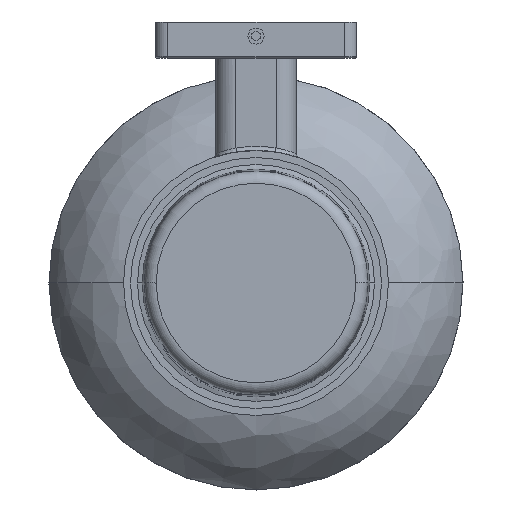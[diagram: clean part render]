
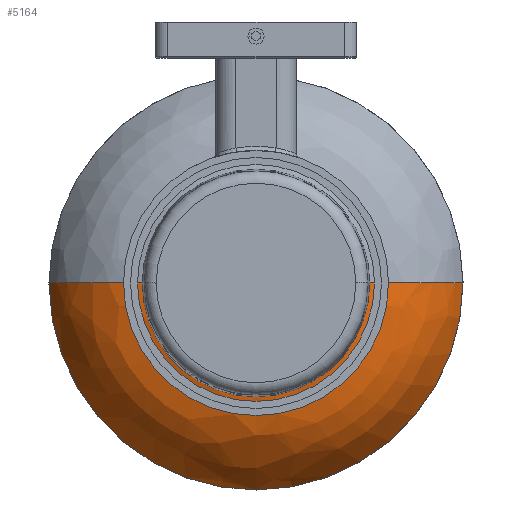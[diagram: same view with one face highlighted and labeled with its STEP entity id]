
A CAD part, left-side view. The second image highlights one B-rep face of the part: STEP entity #5164.
In plain terms, the highlighted free-form (B-spline) face has degree [3, 3] with [7, 4] control points.
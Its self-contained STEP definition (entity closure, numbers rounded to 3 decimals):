
#4743=CARTESIAN_POINT('',(25.033,45.223,
0.));
#4744=DIRECTION('',(0.,0.,-1.));
#4745=DIRECTION('',(0.928,-0.372,0.));
#4746=AXIS2_PLACEMENT_3D('',#4743,#4744,#4745);
#4753=CARTESIAN_POINT('',(-25.033,45.223,
0.));
#4754=DIRECTION('',(0.,0.,-1.));
#4755=DIRECTION('',(-0.116,-0.993,0.));
#4756=AXIS2_PLACEMENT_3D('',#4753,#4754,#4755);
#4808=CARTESIAN_POINT('',(0.,34.628,0.));
#4809=DIRECTION('',(0.,1.,0.));
#4810=DIRECTION('',(1.,0.,0.));
#4811=AXIS2_PLACEMENT_3D('',#4808,#4809,#4810);
#4813=CARTESIAN_POINT('',(0.,34.628,0.));
#4814=DIRECTION('',(0.,1.,0.));
#4815=DIRECTION('',(-1.,0.,-0.005));
#4816=AXIS2_PLACEMENT_3D('',#4813,#4814,#4815);
#4818=CARTESIAN_POINT('',(0.,16.914,0.));
#4819=DIRECTION('',(0.,-1.,0.));
#4820=DIRECTION('',(-1.,0.,0.));
#4821=AXIS2_PLACEMENT_3D('',#4818,#4819,#4820);
#4899=CARTESIAN_POINT('',(28.333,16.914,
0.));
#4900=VERTEX_POINT('',#4899);
#4901=CARTESIAN_POINT('',(-28.333,16.914,
0.));
#4902=VERTEX_POINT('',#4901);
#4903=CARTESIAN_POINT('',(-51.491,34.628,0.));
#4905=VERTEX_POINT('',#4903);
#4907=CARTESIAN_POINT('',(51.491,34.628,
0.));
#4908=VERTEX_POINT('',#4907);
#4929=CARTESIAN_POINT('',(-51.49,34.628,
-0.279));
#4930=VERTEX_POINT('',#4929);
#5128=CARTESIAN_POINT('',(27.669,16.85,1.741));
#5129=CARTESIAN_POINT('',(38.799,17.907,2.441));
#5130=CARTESIAN_POINT('',(47.679,24.713,3.));
#5131=CARTESIAN_POINT('',(51.611,35.199,3.247));
#5132=CARTESIAN_POINT('',(28.741,16.85,-15.287));
#5133=CARTESIAN_POINT('',(40.301,17.907,-21.436));
#5134=CARTESIAN_POINT('',(49.525,24.713,-26.342));
#5135=CARTESIAN_POINT('',(53.609,35.199,-28.514));
#5136=CARTESIAN_POINT('',(17.061,16.85,-27.724));
#5137=CARTESIAN_POINT('',(23.924,17.907,-38.876));
#5138=CARTESIAN_POINT('',(29.399,24.713,-47.773));
#5139=CARTESIAN_POINT('',(31.824,35.199,-51.713));
#5140=CARTESIAN_POINT('',(0.,16.85,-27.724));
#5141=CARTESIAN_POINT('',(0.,17.907,-38.876));
#5142=CARTESIAN_POINT('',(0.,24.713,-47.773));
#5143=CARTESIAN_POINT('',(0.,35.199,-51.713));
#5144=CARTESIAN_POINT('',(-17.061,16.85,
-27.724));
#5145=CARTESIAN_POINT('',(-23.924,17.907,
-38.876));
#5146=CARTESIAN_POINT('',(-29.399,24.713,
-47.773));
#5147=CARTESIAN_POINT('',(-31.824,35.199,
-51.713));
#5148=CARTESIAN_POINT('',(-28.741,16.85,
-15.287));
#5149=CARTESIAN_POINT('',(-40.301,17.907,
-21.436));
#5150=CARTESIAN_POINT('',(-49.525,24.713,
-26.342));
#5151=CARTESIAN_POINT('',(-53.609,35.199,
-28.514));
#5152=CARTESIAN_POINT('',(-27.669,16.85,1.741));
#5153=CARTESIAN_POINT('',(-38.799,17.907,2.441));
#5154=CARTESIAN_POINT('',(-47.679,24.713,3.));
#5155=CARTESIAN_POINT('',(-51.611,35.199,3.247));
#5156=(BOUNDED_SURFACE()B_SPLINE_SURFACE(3,3,((#5128,#5129,#5130,#5131),(#5132,
#5133,#5134,#5135),(#5136,#5137,#5138,#5139),(#5140,#5141,#5142,#5143),(#5144,
#5145,#5146,#5147),(#5148,#5149,#5150,#5151),(#5152,#5153,#5154,#5155)),
.UNSPECIFIED.,.F.,.F.,.F.)B_SPLINE_SURFACE_WITH_KNOTS((4,3,4),(4,4),(0.,1.,
2.),(0.,1.),.UNSPECIFIED.)GEOMETRIC_REPRESENTATION_ITEM()RATIONAL_B_SPLINE_SURFACE(((1.285,1.155,1.155,1.285),(
1.015,0.912,0.912,1.015),(
1.015,0.912,0.912,1.015),(
1.285,1.155,1.155,1.285),(
1.015,0.912,0.912,1.015),(
1.015,0.912,0.912,1.015),(
1.285,1.155,1.155,1.285)))REPRESENTATION_ITEM('')SURFACE());
#5157=ORIENTED_EDGE('',*,*,#5121,.T.);
#5158=ORIENTED_EDGE('',*,*,#5119,.T.);
#5159=ORIENTED_EDGE('',*,*,#5059,.F.);
#5160=ORIENTED_EDGE('',*,*,#5002,.T.);
#5161=ORIENTED_EDGE('',*,*,#5056,.F.);
#5162=EDGE_LOOP('',(#5157,#5158,#5159,#5160,#5161));
#5163=FACE_OUTER_BOUND('',#5162,.F.);
#4747=CIRCLE('',#4746,28.5);
#4757=CIRCLE('',#4756,28.5);
#4812=CIRCLE('',#4811,51.491);
#4817=CIRCLE('',#4816,51.491);
#4822=CIRCLE('',#4821,28.333);
#5002=EDGE_CURVE('',#4902,#4900,#4822,.T.);
#5056=EDGE_CURVE('',#4908,#4900,#4747,.T.);
#5059=EDGE_CURVE('',#4902,#4905,#4757,.T.);
#5119=EDGE_CURVE('',#4930,#4905,#4817,.T.);
#5121=EDGE_CURVE('',#4908,#4930,#4812,.T.);
#5164=ADVANCED_FACE('',(#5163),#5156,.T.);
